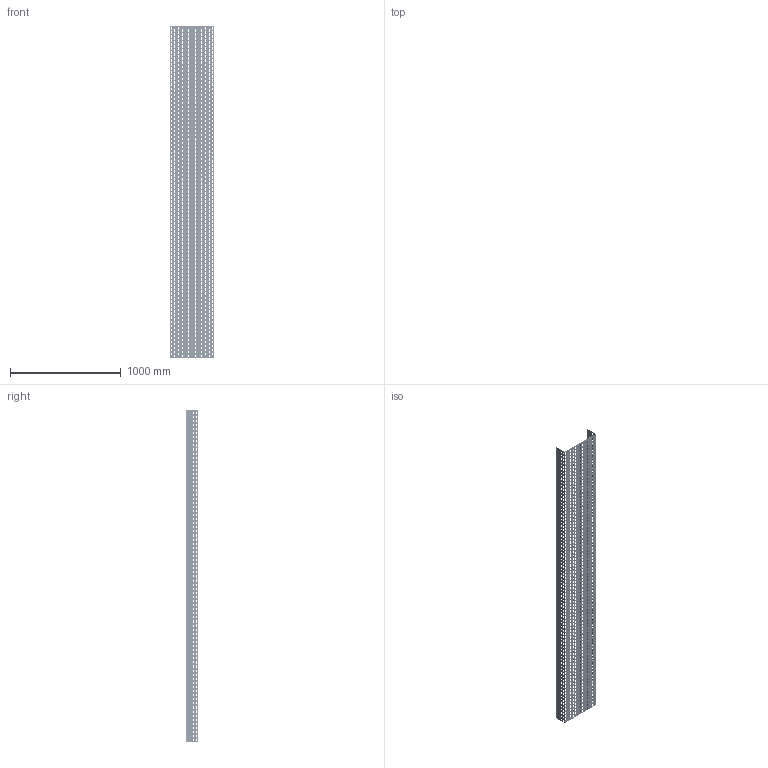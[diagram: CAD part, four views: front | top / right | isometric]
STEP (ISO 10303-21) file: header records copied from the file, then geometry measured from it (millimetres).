
FILE_DESCRIPTION(/* description */ (''),/* implementation_level */ '2;1');
FILE_NAME(/* name */ 'KCP400H110_3N.stp',/* time_stamp */ '2020-03-24T12:02:32+01:00',/* author */ ('stanislaw.luczak'),/* organization */ (''),/* preprocessor_version */ 'ST-DEVELOPER v18',/* originating_system */ 'Autodesk Inventor 2020',/* authorisation */ '');
FILE_SCHEMA (('AUTOMOTIVE_DESIGN { 1 0 10303 214 3 1 1 }'));
Products named in the file (1): KCP400H100
Bounding box: 400.41 x 109.97 x 3000 mm (x, y, z)
Volume: 2476713.8 mm3; surface area: 3444093.7 mm2
Topology: 1 solids, 1 shells, 6292 faces, 18806 edges, 12516 vertices
Faces by surface type: plane 3165, cylinder 3127
Entity records: 219521 total; most frequent: DIRECTION 37646, CARTESIAN_POINT 37615, ORIENTED_EDGE 37612, EDGE_CURVE 18806, LINE 12552, VECTOR 12552, AXIS2_PLACEMENT_3D 12547, VERTEX_POINT 12516
